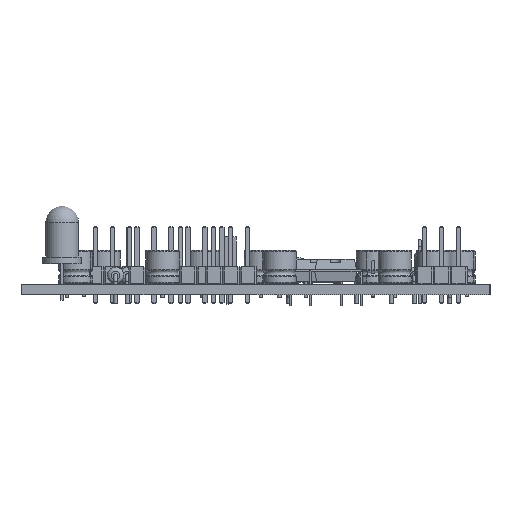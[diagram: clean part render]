
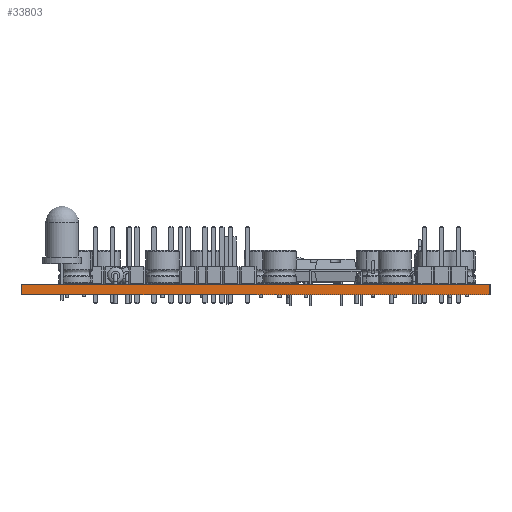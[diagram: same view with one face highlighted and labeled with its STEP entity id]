
A CAD part, left-side view. The second image highlights one B-rep face of the part: STEP entity #33803.
In plain terms, the highlighted planar face has unit normal (-1, 0, 0).
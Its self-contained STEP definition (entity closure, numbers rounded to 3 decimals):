
#33747 = VERTEX_POINT('',#33748);
#33748 = CARTESIAN_POINT('',(70.75,-144.75,1.6));
#33754 = EDGE_CURVE('',#33755,#33747,#33757,.T.);
#33755 = VERTEX_POINT('',#33756);
#33756 = CARTESIAN_POINT('',(70.75,-144.75,0.));
#33757 = LINE('',#33758,#33759);
#33758 = CARTESIAN_POINT('',(70.75,-144.75,0.));
#33759 = VECTOR('',#33760,1.);
#33760 = DIRECTION('',(0.,0.,1.));
#33803 = ADVANCED_FACE('',(#33804),#33829,.T.);
#33804 = FACE_BOUND('',#33805,.T.);
#33805 = EDGE_LOOP('',(#33806,#33807,#33815,#33823));
#33806 = ORIENTED_EDGE('',*,*,#33754,.T.);
#33807 = ORIENTED_EDGE('',*,*,#33808,.T.);
#33808 = EDGE_CURVE('',#33747,#33809,#33811,.T.);
#33809 = VERTEX_POINT('',#33810);
#33810 = CARTESIAN_POINT('',(70.75,-74.75,1.6));
#33811 = LINE('',#33812,#33813);
#33812 = CARTESIAN_POINT('',(70.75,-144.75,1.6));
#33813 = VECTOR('',#33814,1.);
#33814 = DIRECTION('',(0.,1.,0.));
#33815 = ORIENTED_EDGE('',*,*,#33816,.F.);
#33816 = EDGE_CURVE('',#33817,#33809,#33819,.T.);
#33817 = VERTEX_POINT('',#33818);
#33818 = CARTESIAN_POINT('',(70.75,-74.75,0.));
#33819 = LINE('',#33820,#33821);
#33820 = CARTESIAN_POINT('',(70.75,-74.75,0.));
#33821 = VECTOR('',#33822,1.);
#33822 = DIRECTION('',(0.,0.,1.));
#33823 = ORIENTED_EDGE('',*,*,#33824,.F.);
#33824 = EDGE_CURVE('',#33755,#33817,#33825,.T.);
#33825 = LINE('',#33826,#33827);
#33826 = CARTESIAN_POINT('',(70.75,-144.75,0.));
#33827 = VECTOR('',#33828,1.);
#33828 = DIRECTION('',(0.,1.,0.));
#33829 = PLANE('',#33830);
#33830 = AXIS2_PLACEMENT_3D('',#33831,#33832,#33833);
#33831 = CARTESIAN_POINT('',(70.75,-144.75,0.));
#33832 = DIRECTION('',(-1.,0.,0.));
#33833 = DIRECTION('',(0.,1.,0.));
